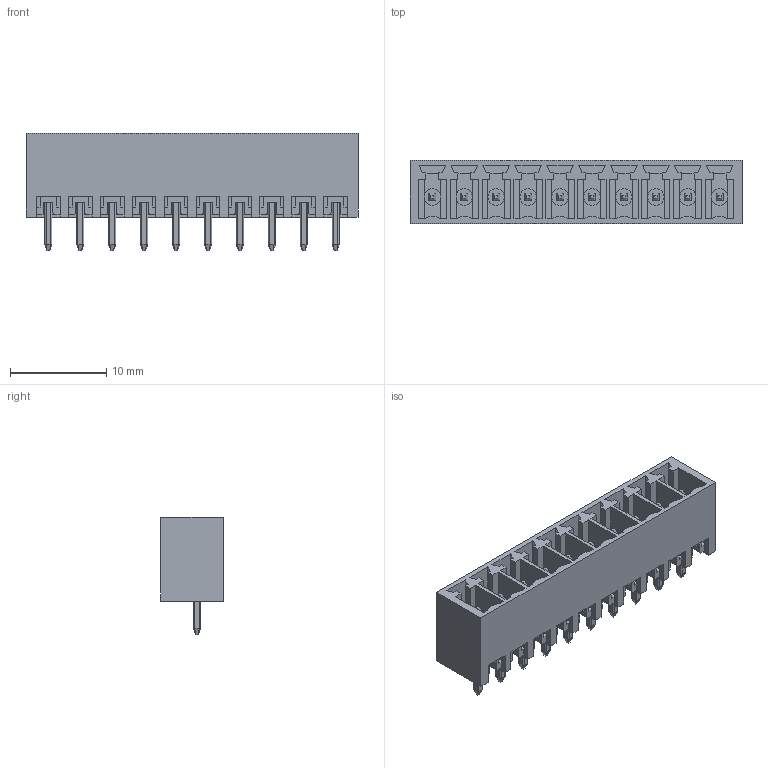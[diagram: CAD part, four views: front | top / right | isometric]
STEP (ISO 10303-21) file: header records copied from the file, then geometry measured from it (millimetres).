
FILE_DESCRIPTION( ('This file contains a STEP AP42 implementation' ,'as created by ZW3D STEP Interface translator.') ,'2;1' );
FILE_NAME( 'PM350-1S10ASM1.stp' ,'231123.16 059', (''), ('ZWCAD Software Co.'), 'Version 1.0', 'ZW3D to STEP translator', '' );
FILE_SCHEMA(('AUTOMOTIVE_DESIGN { 1 0 10303 214 1 1 1 1 }'));
Length unit declared in the file: millimetre
Products named in the file (2): 0; PM350-1S10ASM1
Bounding box: 34.42 x 6.53 x 12.2 mm (x, y, z)
Volume: 917.9 mm3; surface area: 3257.1 mm2
Topology: 11 solids, 11 shells, 1602 faces, 4288 edges, 2652 vertices
Faces by surface type: plane 1007, cylinder 266, torus 240, bspline 89
Full cylindrical faces by diameter (mm): 0.531 x1, 1.135 x1
Entity records: 53934 total; most frequent: CARTESIAN_POINT 13964, ORIENTED_EDGE 8496, DIRECTION 7190, EDGE_CURVE 4248, VECTOR 2938, LINE 2938, VERTEX_POINT 2652, AXIS2_PLACEMENT_3D 2126
